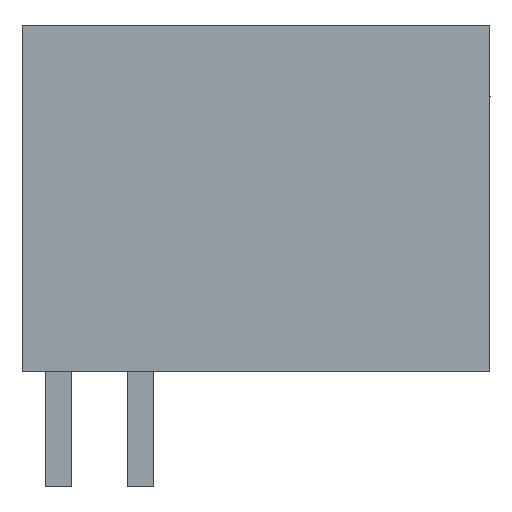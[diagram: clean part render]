
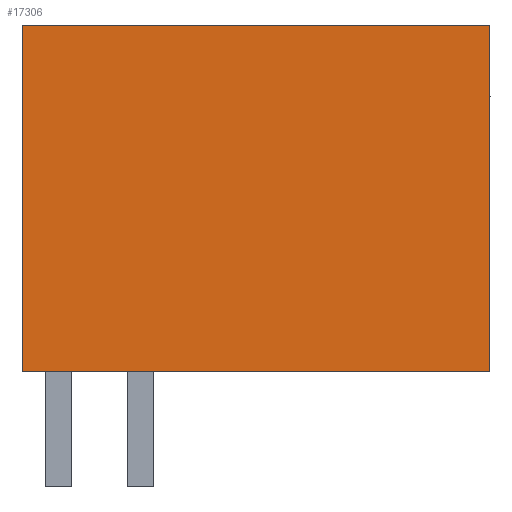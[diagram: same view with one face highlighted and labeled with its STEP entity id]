
A CAD part, left-side view. The second image highlights one B-rep face of the part: STEP entity #17306.
In plain terms, the highlighted planar face has unit normal (-1, 0, 0).
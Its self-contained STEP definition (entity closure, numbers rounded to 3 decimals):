
#17286=AXIS2_PLACEMENT_3D('Plane Axis2P3D',#17283,#17284,#17285) ;
#4731=CARTESIAN_POINT('Vertex',(0.,0.,14.)) ;
#4734=CARTESIAN_POINT('Line Origine',(0.,0.,8.75)) ;
#4738=CARTESIAN_POINT('Vertex',(0.,0.,3.5)) ;
#15402=CARTESIAN_POINT('Line Origine',(0.,7.1,14.)) ;
#15406=CARTESIAN_POINT('Vertex',(0.,14.2,14.)) ;
#17283=CARTESIAN_POINT('Axis2P3D Location',(0.,14.2,0.)) ;
#17288=CARTESIAN_POINT('Line Origine',(0.,7.1,3.5)) ;
#17292=CARTESIAN_POINT('Vertex',(0.,14.2,3.5)) ;
#17295=CARTESIAN_POINT('Line Origine',(0.,14.2,8.75)) ;
#4735=DIRECTION('Vector Direction',(0.,0.,-1.)) ;
#15403=DIRECTION('Vector Direction',(0.,-1.,0.)) ;
#17284=DIRECTION('Axis2P3D Direction',(-1.,0.,0.)) ;
#17285=DIRECTION('Axis2P3D XDirection',(0.,-1.,0.)) ;
#17289=DIRECTION('Vector Direction',(0.,-1.,0.)) ;
#17296=DIRECTION('Vector Direction',(0.,0.,-1.)) ;
#4736=VECTOR('Line Direction',#4735,1.) ;
#15404=VECTOR('Line Direction',#15403,1.) ;
#17290=VECTOR('Line Direction',#17289,1.) ;
#17297=VECTOR('Line Direction',#17296,1.) ;
#17301=ORIENTED_EDGE('',*,*,#17294,.T.) ;
#17302=ORIENTED_EDGE('',*,*,#4740,.T.) ;
#17303=ORIENTED_EDGE('',*,*,#15408,.T.) ;
#17304=ORIENTED_EDGE('',*,*,#17299,.T.) ;
#17306=ADVANCED_FACE('HOUSING',(#17305),#17287,.T.) ;
#4740=EDGE_CURVE('',#4739,#4732,#4737,.F.) ;
#15408=EDGE_CURVE('',#4732,#15407,#15405,.F.) ;
#17294=EDGE_CURVE('',#17293,#4739,#17291,.T.) ;
#17299=EDGE_CURVE('',#15407,#17293,#17298,.T.) ;
#17300=EDGE_LOOP('',(#17301,#17302,#17303,#17304)) ;
#17305=FACE_OUTER_BOUND('',#17300,.T.) ;
#4737=LINE('Line',#4734,#4736) ;
#15405=LINE('Line',#15402,#15404) ;
#17291=LINE('Line',#17288,#17290) ;
#17298=LINE('Line',#17295,#17297) ;
#17287=PLANE('',#17286) ;
#4732=VERTEX_POINT('',#4731) ;
#4739=VERTEX_POINT('',#4738) ;
#15407=VERTEX_POINT('',#15406) ;
#17293=VERTEX_POINT('',#17292) ;
